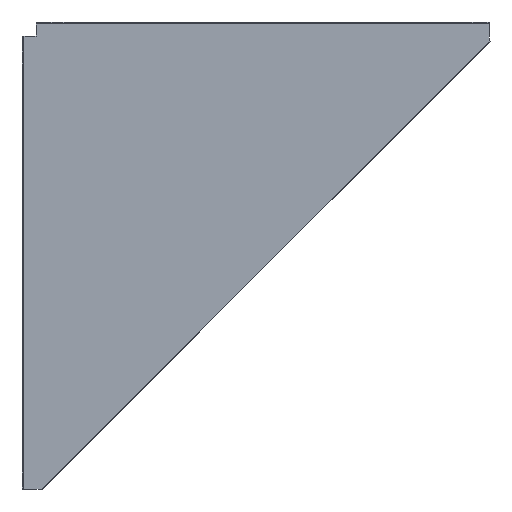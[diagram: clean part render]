
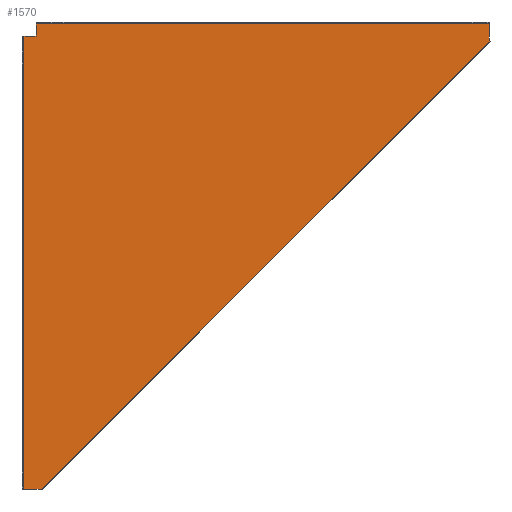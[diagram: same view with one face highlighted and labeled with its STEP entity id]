
A CAD part, front view. The second image highlights one B-rep face of the part: STEP entity #1570.
In plain terms, the highlighted planar face has unit normal (0, -1, 0).
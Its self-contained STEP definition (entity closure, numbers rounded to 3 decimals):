
#1 = VERTEX_POINT ( 'NONE', #512 ) ;
#10 = AXIS2_PLACEMENT_3D ( 'NONE', #1663, #711, #1819 ) ;
#26 = VECTOR ( 'NONE', #1336, 1000. ) ;
#28 = VERTEX_POINT ( 'NONE', #346 ) ;
#32 = LINE ( 'NONE', #558, #1168 ) ;
#43 = CARTESIAN_POINT ( 'NONE',  ( 34.82, 0., -517.091 ) ) ;
#69 = CARTESIAN_POINT ( 'NONE',  ( 20.5, 0., -32. ) ) ;
#108 = DIRECTION ( 'NONE',  ( 1., 0., 0. ) ) ;
#117 = DIRECTION ( 'NONE',  ( 0., 0., 1. ) ) ;
#172 = CARTESIAN_POINT ( 'NONE',  ( 517.498, 0., -36.841 ) ) ;
#179 = LINE ( 'NONE', #1730, #1799 ) ;
#183 = CARTESIAN_POINT ( 'NONE',  ( 517.185, 0., -35.504 ) ) ;
#189 = CARTESIAN_POINT ( 'NONE',  ( 517.989, 0., -38.099 ) ) ;
#204 = ORIENTED_EDGE ( 'NONE', *, *, #1666, .T. ) ;
#214 = LINE ( 'NONE', #1633, #593 ) ;
#218 = EDGE_CURVE ( 'NONE', #1, #1515, #1173, .T. ) ;
#223 = CARTESIAN_POINT ( 'NONE',  ( 32., 0., 0. ) ) ;
#224 = CARTESIAN_POINT ( 'NONE',  ( 32., 0., 0. ) ) ;
#237 = EDGE_CURVE ( 'NONE', #1627, #622, #1946, .T. ) ;
#269 = CARTESIAN_POINT ( 'NONE',  ( 32., 0., -18.5 ) ) ;
#283 = CARTESIAN_POINT ( 'NONE',  ( 517.091, 0., -34.82 ) ) ;
#302 = EDGE_CURVE ( 'NONE', #461, #586, #325, .T. ) ;
#305 = ORIENTED_EDGE ( 'NONE', *, *, #1867, .T. ) ;
#308 = ORIENTED_EDGE ( 'NONE', *, *, #986, .T. ) ;
#325 = B_SPLINE_CURVE_WITH_KNOTS ( 'NONE', 3,
 ( #948, #283, #183, #172, #1371, #189 ),
 .UNSPECIFIED., .F., .F.,
 ( 4, 2, 4 ),
 ( 0.003, 0.005, 0.007 ),
 .UNSPECIFIED. ) ;
#334 = CARTESIAN_POINT ( 'NONE',  ( 20.5, 0., -517. ) ) ;
#335 = LINE ( 'NONE', #585, #1935 ) ;
#346 = CARTESIAN_POINT ( 'NONE',  ( 18.5, 0., -517. ) ) ;
#362 = VERTEX_POINT ( 'NONE', #1414 ) ;
#379 = EDGE_CURVE ( 'NONE', #715, #622, #1747, .T. ) ;
#391 = CARTESIAN_POINT ( 'NONE',  ( 517., 0., -34.139 ) ) ;
#394 = LINE ( 'NONE', #424, #1484 ) ;
#399 = DIRECTION ( 'NONE',  ( -1., 0., 0. ) ) ;
#412 = CARTESIAN_POINT ( 'NONE',  ( 18.5, 0., -32. ) ) ;
#424 = CARTESIAN_POINT ( 'NONE',  ( 278.044, 0., -278.044 ) ) ;
#461 = VERTEX_POINT ( 'NONE', #391 ) ;
#508 = VECTOR ( 'NONE', #399, 1000. ) ;
#512 = CARTESIAN_POINT ( 'NONE',  ( 34.139, 0., -517. ) ) ;
#518 = ORIENTED_EDGE ( 'NONE', *, *, #379, .T. ) ;
#540 = DIRECTION ( 'NONE',  ( 0., 0., -1. ) ) ;
#558 = CARTESIAN_POINT ( 'NONE',  ( 0., 0., -517. ) ) ;
#561 = VECTOR ( 'NONE', #108, 1000. ) ;
#570 = DIRECTION ( 'NONE',  ( -0.707, 0., -0.707 ) ) ;
#578 = CARTESIAN_POINT ( 'NONE',  ( 32., 0., -20.5 ) ) ;
#585 = CARTESIAN_POINT ( 'NONE',  ( 517., 0., -20.5 ) ) ;
#586 = VERTEX_POINT ( 'NONE', #1192 ) ;
#593 = VECTOR ( 'NONE', #540, 1000. ) ;
#610 = PLANE ( 'NONE',  #10 ) ;
#622 = VERTEX_POINT ( 'NONE', #269 ) ;
#628 = ORIENTED_EDGE ( 'NONE', *, *, #1308, .F. ) ;
#648 = EDGE_CURVE ( 'NONE', #1, #1929, #1699, .T. ) ;
#661 = CARTESIAN_POINT ( 'NONE',  ( 37.483, 0., -517.714 ) ) ;
#670 = EDGE_CURVE ( 'NONE', #1097, #461, #1265, .T. ) ;
#711 = DIRECTION ( 'NONE',  ( 0., -1., 0. ) ) ;
#713 = CARTESIAN_POINT ( 'NONE',  ( 517., 0., -18.5 ) ) ;
#715 = VERTEX_POINT ( 'NONE', #713 ) ;
#761 = VERTEX_POINT ( 'NONE', #69 ) ;
#786 = EDGE_CURVE ( 'NONE', #362, #1627, #1245, .T. ) ;
#812 = CARTESIAN_POINT ( 'NONE',  ( 34.139, 0., -517. ) ) ;
#821 = VECTOR ( 'NONE', #1639, 1000. ) ;
#822 = CARTESIAN_POINT ( 'NONE',  ( 0., 0., -517. ) ) ;
#948 = CARTESIAN_POINT ( 'NONE',  ( 517., 0., -34.139 ) ) ;
#961 = LINE ( 'NONE', #1822, #561 ) ;
#986 = EDGE_CURVE ( 'NONE', #1125, #28, #214, .T. ) ;
#1010 = DIRECTION ( 'NONE',  ( -1., 0., 0. ) ) ;
#1041 = ORIENTED_EDGE ( 'NONE', *, *, #1176, .F. ) ;
#1076 = ORIENTED_EDGE ( 'NONE', *, *, #237, .F. ) ;
#1077 = ORIENTED_EDGE ( 'NONE', *, *, #1110, .F. ) ;
#1097 = VERTEX_POINT ( 'NONE', #1970 ) ;
#1098 = VECTOR ( 'NONE', #1467, 1000. ) ;
#1110 = EDGE_CURVE ( 'NONE', #1929, #28, #32, .T. ) ;
#1125 = VERTEX_POINT ( 'NONE', #412 ) ;
#1157 = CARTESIAN_POINT ( 'NONE',  ( 517., 0., -90. ) ) ;
#1168 = VECTOR ( 'NONE', #1010, 1000. ) ;
#1173 = B_SPLINE_CURVE_WITH_KNOTS ( 'NONE', 3,
 ( #812, #43, #1761, #1923, #661, #1917 ),
 .UNSPECIFIED., .F., .F.,
 ( 4, 2, 4 ),
 ( 0.003, 0.005, 0.007 ),
 .UNSPECIFIED. ) ;
#1176 = EDGE_CURVE ( 'NONE', #586, #1515, #394, .T. ) ;
#1192 = CARTESIAN_POINT ( 'NONE',  ( 517.989, 0., -38.099 ) ) ;
#1229 = ORIENTED_EDGE ( 'NONE', *, *, #302, .F. ) ;
#1245 = LINE ( 'NONE', #224, #821 ) ;
#1265 = LINE ( 'NONE', #1157, #2022 ) ;
#1308 = EDGE_CURVE ( 'NONE', #761, #362, #961, .T. ) ;
#1309 = ORIENTED_EDGE ( 'NONE', *, *, #670, .F. ) ;
#1316 = FACE_OUTER_BOUND ( 'NONE', #1943, .T. ) ;
#1336 = DIRECTION ( 'NONE',  ( -1., 0., 0. ) ) ;
#1371 = CARTESIAN_POINT ( 'NONE',  ( 517.714, 0., -37.483 ) ) ;
#1414 = CARTESIAN_POINT ( 'NONE',  ( 32., 0., -32. ) ) ;
#1467 = DIRECTION ( 'NONE',  ( 0., 0., 1. ) ) ;
#1484 = VECTOR ( 'NONE', #570, 1000. ) ;
#1515 = VERTEX_POINT ( 'NONE', #2017 ) ;
#1541 = CARTESIAN_POINT ( 'NONE',  ( 0., 0., -18.5 ) ) ;
#1570 = ADVANCED_FACE ( 'NONE', ( #1316 ), #610, .T. ) ;
#1576 = DIRECTION ( 'NONE',  ( -1., 0., 0. ) ) ;
#1627 = VERTEX_POINT ( 'NONE', #578 ) ;
#1633 = CARTESIAN_POINT ( 'NONE',  ( 18.5, 0., 0. ) ) ;
#1639 = DIRECTION ( 'NONE',  ( 0., 0., 1. ) ) ;
#1663 = CARTESIAN_POINT ( 'NONE',  ( 0., 0., 0. ) ) ;
#1666 = EDGE_CURVE ( 'NONE', #1097, #715, #335, .T. ) ;
#1699 = LINE ( 'NONE', #822, #26 ) ;
#1730 = CARTESIAN_POINT ( 'NONE',  ( 20.5, 0., -32. ) ) ;
#1747 = LINE ( 'NONE', #1541, #508 ) ;
#1761 = CARTESIAN_POINT ( 'NONE',  ( 35.504, 0., -517.185 ) ) ;
#1789 = DIRECTION ( 'NONE',  ( 0., 0., -1. ) ) ;
#1799 = VECTOR ( 'NONE', #1576, 1000. ) ;
#1819 = DIRECTION ( 'NONE',  ( 0., 0., -1. ) ) ;
#1822 = CARTESIAN_POINT ( 'NONE',  ( 32., 0., -32. ) ) ;
#1867 = EDGE_CURVE ( 'NONE', #761, #1125, #179, .T. ) ;
#1880 = ORIENTED_EDGE ( 'NONE', *, *, #218, .T. ) ;
#1907 = ORIENTED_EDGE ( 'NONE', *, *, #786, .F. ) ;
#1914 = ORIENTED_EDGE ( 'NONE', *, *, #648, .F. ) ;
#1917 = CARTESIAN_POINT ( 'NONE',  ( 38.099, 0., -517.989 ) ) ;
#1923 = CARTESIAN_POINT ( 'NONE',  ( 36.841, 0., -517.498 ) ) ;
#1929 = VERTEX_POINT ( 'NONE', #334 ) ;
#1935 = VECTOR ( 'NONE', #117, 1000. ) ;
#1943 = EDGE_LOOP ( 'NONE', ( #1914, #1880, #1041, #1229, #1309, #204, #518, #1076, #1907, #628, #305, #308, #1077 ) ) ;
#1946 = LINE ( 'NONE', #223, #1098 ) ;
#1970 = CARTESIAN_POINT ( 'NONE',  ( 517., 0., -20.5 ) ) ;
#2017 = CARTESIAN_POINT ( 'NONE',  ( 38.099, 0., -517.989 ) ) ;
#2022 = VECTOR ( 'NONE', #1789, 1000. ) ;
